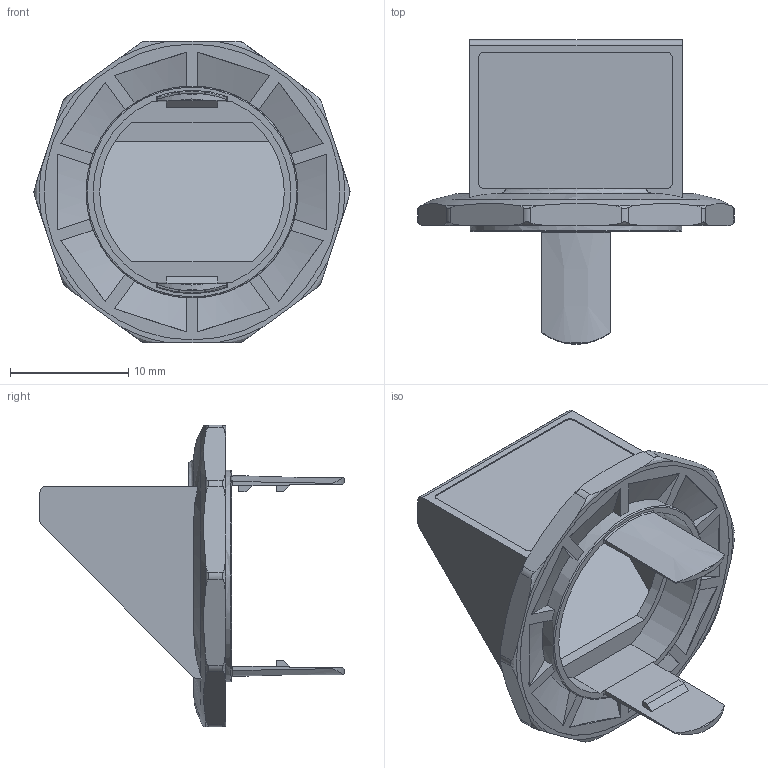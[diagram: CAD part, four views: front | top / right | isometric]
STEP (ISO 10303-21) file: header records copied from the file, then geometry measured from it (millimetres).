
FILE_DESCRIPTION (( 'STEP AP214' ), '1' );
FILE_NAME ('LLW-M18PA-000.STEP', '2021-04-27T14:39:34', ( '' ), ( '' ), 'SwSTEP 2.0', 'SolidWorks 2021', '' );
FILE_SCHEMA (( 'AUTOMOTIVE_DESIGN' ));
Length unit declared in the file: inch
Products named in the file (1): LLW-M18PA-000
Bounding box: 26.71 x 25.7 x 25.5 mm (x, y, z)
Volume: 1526.9 mm3; surface area: 2845.9 mm2
Topology: 1 solids, 1 shells, 166 faces, 465 edges, 309 vertices
Faces by surface type: plane 92, cylinder 32, bspline 28, cone 14
Full cylindrical faces by diameter (mm): 17.914 x1, 25 x1
Entity records: 6108 total; most frequent: CARTESIAN_POINT 2231, ORIENTED_EDGE 916, DIRECTION 630, EDGE_CURVE 458, VERTEX_POINT 306, LINE 226, VECTOR 226, AXIS2_PLACEMENT_3D 202
